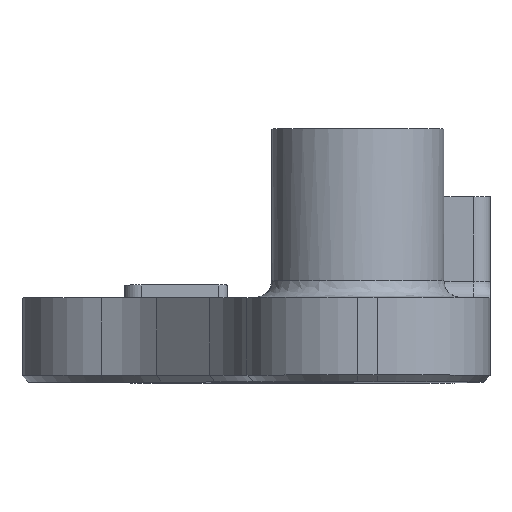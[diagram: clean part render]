
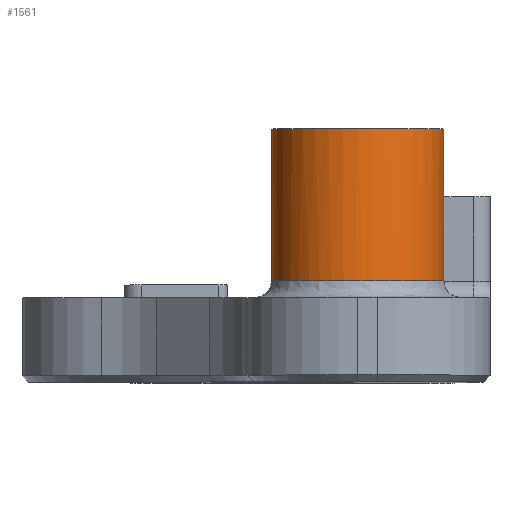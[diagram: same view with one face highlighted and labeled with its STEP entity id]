
A CAD part, top view. The second image highlights one B-rep face of the part: STEP entity #1561.
In plain terms, the highlighted cylindrical face has radius 5.1 mm (diameter 10.2 mm), a full revolution.
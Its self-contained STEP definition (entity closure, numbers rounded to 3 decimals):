
#83=LINE('',#2496,#207);
#207=VECTOR('',#1891,5.1);
#331=CYLINDRICAL_SURFACE('',#1698,5.1);
#363=FACE_OUTER_BOUND('',#452,.T.);
#452=EDGE_LOOP('',(#1022,#1023,#1024,#1025,#1026));
#549=CIRCLE('',#1699,5.1);
#646=B_SPLINE_CURVE_WITH_KNOTS('',3,(#2473,#2474,#2475,#2476,#2477,#2478,
#2479,#2480,#2481,#2482,#2483,#2484,#2485),.UNSPECIFIED.,.F.,.F.,(4,1,1,
1,1,1,1,1,1,1,4),(-3.142,-2.693,-2.244,
-1.795,-1.346,-0.449,-0.15,
0.449,0.898,1.346,1.571),
 .UNSPECIFIED.);
#647=B_SPLINE_CURVE_WITH_KNOTS('',3,(#2486,#2487,#2488,#2489,#2490,#2491,
#2492),.UNSPECIFIED.,.F.,.F.,(4,1,1,1,4),(1.571,1.795,
2.244,2.693,3.142),.UNSPECIFIED.);
#651=VERTEX_POINT('',#2466);
#652=VERTEX_POINT('',#2472);
#653=VERTEX_POINT('',#2495);
#792=EDGE_CURVE('',#651,#652,#646,.T.);
#793=EDGE_CURVE('',#652,#651,#647,.T.);
#795=EDGE_CURVE('',#652,#653,#83,.T.);
#796=EDGE_CURVE('',#653,#653,#549,.T.);
#1022=ORIENTED_EDGE('',*,*,#792,.F.);
#1023=ORIENTED_EDGE('',*,*,#793,.F.);
#1024=ORIENTED_EDGE('',*,*,#795,.T.);
#1025=ORIENTED_EDGE('',*,*,#796,.T.);
#1026=ORIENTED_EDGE('',*,*,#795,.F.);
#1561=ADVANCED_FACE('',(#363),#331,.T.);
#1698=AXIS2_PLACEMENT_3D('',#2494,#1889,#1890);
#1699=AXIS2_PLACEMENT_3D('',#2497,#1892,#1893);
#1889=DIRECTION('center_axis',(0.,-1.,
0.));
#1890=DIRECTION('ref_axis',(1.,0.,0.));
#1891=DIRECTION('',(0.,1.,0.));
#1892=DIRECTION('center_axis',(0.,-1.,
0.));
#1893=DIRECTION('ref_axis',(1.,0.,0.));
#2466=CARTESIAN_POINT('',(-148.754,-52.,-126.62));
#2472=CARTESIAN_POINT('',(-153.853,-52.,-121.519));
#2473=CARTESIAN_POINT('Ctrl Pts',(-148.754,-52.,-126.62));
#2474=CARTESIAN_POINT('Ctrl Pts',(-147.991,-52.,-126.62));
#2475=CARTESIAN_POINT('Ctrl Pts',(-146.467,-52.,-126.273));
#2476=CARTESIAN_POINT('Ctrl Pts',(-144.629,-52.,-124.807));
#2477=CARTESIAN_POINT('Ctrl Pts',(-143.618,-52.,-122.698));
#2478=CARTESIAN_POINT('Ctrl Pts',(-143.603,-52.,-119.556));
#2479=CARTESIAN_POINT('Ctrl Pts',(-145.512,-52.,-117.15));
#2480=CARTESIAN_POINT('Ctrl Pts',(-148.477,-52.,-116.248));
#2481=CARTESIAN_POINT('Ctrl Pts',(-150.837,-52.,-116.6));
#2482=CARTESIAN_POINT('Ctrl Pts',(-152.878,-52.,-118.233));
#2483=CARTESIAN_POINT('Ctrl Pts',(-153.726,-52.,-119.993));
#2484=CARTESIAN_POINT('Ctrl Pts',(-153.853,-52.,-121.138));
#2485=CARTESIAN_POINT('Ctrl Pts',(-153.853,-52.,-121.519));
#2486=CARTESIAN_POINT('Ctrl Pts',(-153.853,-52.,-121.519));
#2487=CARTESIAN_POINT('Ctrl Pts',(-153.854,-52.,-121.901));
#2488=CARTESIAN_POINT('Ctrl Pts',(-153.727,-52.,-123.046));
#2489=CARTESIAN_POINT('Ctrl Pts',(-152.878,-52.,-124.808));
#2490=CARTESIAN_POINT('Ctrl Pts',(-151.043,-52.,-126.272));
#2491=CARTESIAN_POINT('Ctrl Pts',(-149.517,-52.,-126.62));
#2492=CARTESIAN_POINT('Ctrl Pts',(-148.754,-52.,-126.62));
#2494=CARTESIAN_POINT('Origin',(-148.754,-53.,-121.52));
#2495=CARTESIAN_POINT('',(-153.854,-43.,-121.52));
#2496=CARTESIAN_POINT('',(-153.854,-53.,-121.52));
#2497=CARTESIAN_POINT('Origin',(-148.754,-43.,-121.52));
